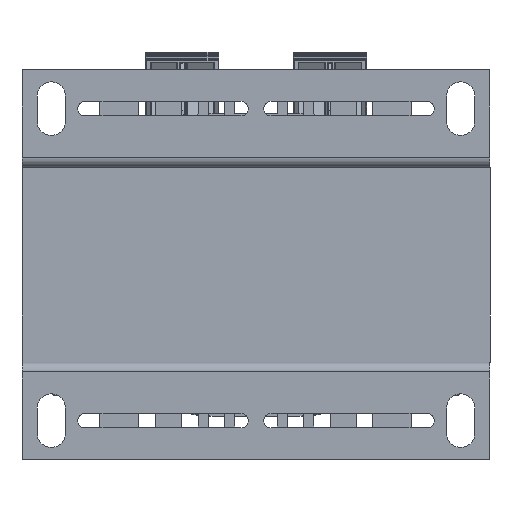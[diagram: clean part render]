
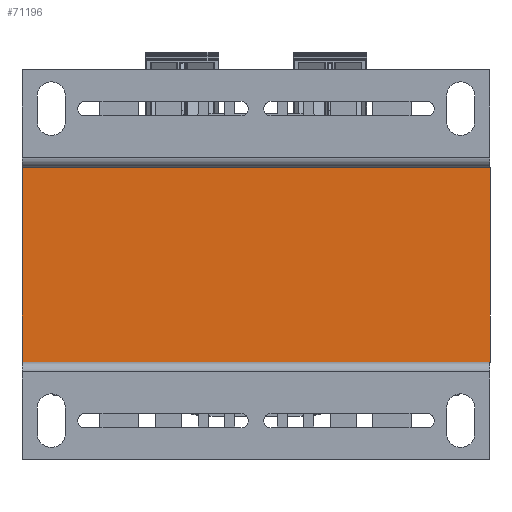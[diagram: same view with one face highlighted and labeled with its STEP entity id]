
A CAD part, top view. The second image highlights one B-rep face of the part: STEP entity #71196.
In plain terms, the highlighted planar face has unit normal (0, 0, 1).
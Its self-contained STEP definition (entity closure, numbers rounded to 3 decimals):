
#2441=FACE_OUTER_BOUND('',#6158,.T.);
#6158=EDGE_LOOP('',(#45351,#45352,#45353,#45354));
#10016=LINE('',#98913,#19039);
#10047=LINE('',#98991,#19070);
#10048=LINE('',#98993,#19071);
#10049=LINE('',#98994,#19072);
#19039=VECTOR('',#80084,1.);
#19070=VECTOR('',#80157,1.);
#19071=VECTOR('',#80158,1.);
#19072=VECTOR('',#80159,1.);
#28061=VERTEX_POINT('',#98909);
#28063=VERTEX_POINT('',#98912);
#28089=VERTEX_POINT('',#98990);
#28090=VERTEX_POINT('',#98992);
#34860=EDGE_CURVE('',#28063,#28061,#10016,.T.);
#34899=EDGE_CURVE('',#28089,#28061,#10047,.T.);
#34900=EDGE_CURVE('',#28089,#28090,#10048,.T.);
#34901=EDGE_CURVE('',#28090,#28063,#10049,.T.);
#45351=ORIENTED_EDGE('',*,*,#34899,.F.);
#45352=ORIENTED_EDGE('',*,*,#34900,.T.);
#45353=ORIENTED_EDGE('',*,*,#34901,.T.);
#45354=ORIENTED_EDGE('',*,*,#34860,.T.);
#66152=PLANE('',#75197);
#71196=ADVANCED_FACE('',(#2441),#66152,.T.);
#75197=AXIS2_PLACEMENT_3D('',#98989,#80155,#80156);
#80084=DIRECTION('',(1.,0.,0.));
#80155=DIRECTION('center_axis',(0.,0.,1.));
#80156=DIRECTION('ref_axis',(0.,-1.,0.));
#80157=DIRECTION('',(0.,-1.,0.));
#80158=DIRECTION('',(-1.,0.,0.));
#80159=DIRECTION('',(0.,-1.,0.));
#98909=CARTESIAN_POINT('',(272.935,-55.878,57.5));
#98912=CARTESIAN_POINT('',(176.935,-55.878,57.5));
#98913=CARTESIAN_POINT('',(272.935,-55.878,57.5));
#98989=CARTESIAN_POINT('Origin',(176.935,-15.878,57.5));
#98990=CARTESIAN_POINT('',(272.935,-15.878,57.5));
#98991=CARTESIAN_POINT('',(272.935,-15.878,57.5));
#98992=CARTESIAN_POINT('',(176.935,-15.878,57.5));
#98993=CARTESIAN_POINT('',(272.935,-15.878,57.5));
#98994=CARTESIAN_POINT('',(176.935,-15.878,57.5));
